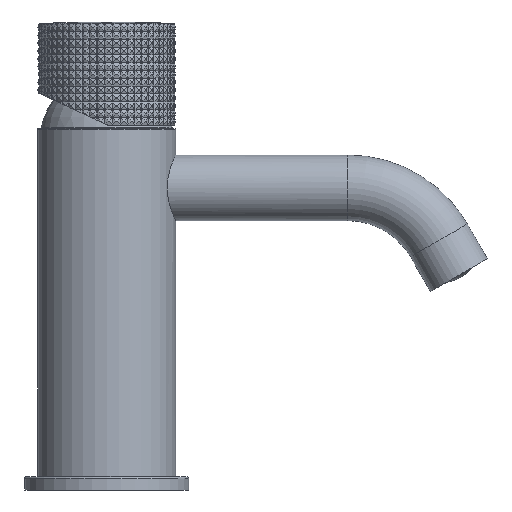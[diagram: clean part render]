
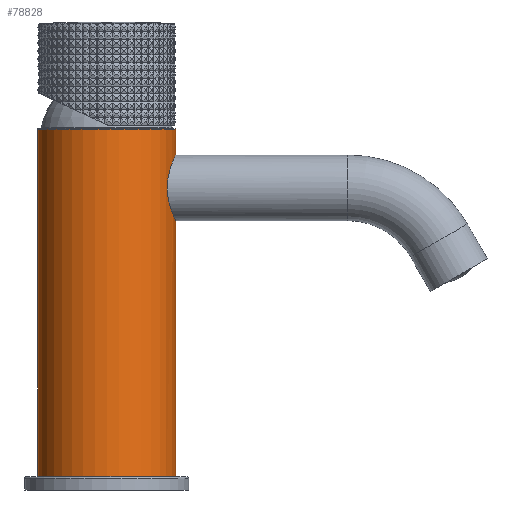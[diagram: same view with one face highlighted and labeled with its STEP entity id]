
A CAD part, front view. The second image highlights one B-rep face of the part: STEP entity #78828.
In plain terms, the highlighted cylindrical face has radius 21 mm (diameter 42 mm), a full revolution.
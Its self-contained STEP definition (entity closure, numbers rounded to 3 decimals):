
#10247=CIRCLE('',#113931,21.);
#10248=CIRCLE('',#113932,21.);
#12077=CYLINDRICAL_SURFACE('',#113930,21.);
#14730=ORIENTED_EDGE('',*,*,#40752,.T.);
#14731=ORIENTED_EDGE('',*,*,#40753,.T.);
#14732=ORIENTED_EDGE('',*,*,#40754,.F.);
#40752=EDGE_CURVE('',#53763,#53763,#10247,.F.);
#40753=EDGE_CURVE('',#53764,#53764,#10248,.T.);
#40754=EDGE_CURVE('',#53765,#53765,#62401,.T.);
#53763=VERTEX_POINT('',#138112);
#53764=VERTEX_POINT('',#138114);
#53765=VERTEX_POINT('',#138134);
#62401=B_SPLINE_CURVE_WITH_KNOTS('',3,(#138115,#138116,#138117,#138118,
#138119,#138120,#138121,#138122,#138123,#138124,#138125,#138126,#138127,
#138128,#138129,#138130,#138131,#138132,#138133),.UNSPECIFIED.,.T.,.F.,
(1,1,1,1,1,1,1,1,1,1,1,1,1,1,1,1,1,1,1,1,1,1,1),(-0.007,-0.005,
-0.002,0.,0.002,0.005,
0.007,0.009,0.012,0.014,
0.016,0.019,0.021,0.024,
0.026,0.028,0.031,0.033,
0.035,0.038,0.04,0.042,
0.045),.UNSPECIFIED.);
#69305=EDGE_LOOP('',(#14730));
#69306=EDGE_LOOP('',(#14731));
#69307=EDGE_LOOP('',(#14732));
#73977=FACE_BOUND('',#69305,.T.);
#73978=FACE_BOUND('',#69306,.T.);
#73979=FACE_BOUND('',#69307,.T.);
#78828=ADVANCED_FACE('',(#73977,#73978,#73979),#12077,.T.);
#113930=AXIS2_PLACEMENT_3D('',#138110,#120165,#120166);
#113931=AXIS2_PLACEMENT_3D('',#138111,#120167,#120168);
#113932=AXIS2_PLACEMENT_3D('',#138113,#120169,#120170);
#120165=DIRECTION('',(0.,0.,1.));
#120166=DIRECTION('',(1.,0.,0.));
#120167=DIRECTION('',(0.,0.,-1.));
#120168=DIRECTION('',(-1.,0.,0.));
#120169=DIRECTION('',(0.,0.,-1.));
#120170=DIRECTION('',(-1.,0.,0.));
#138110=CARTESIAN_POINT('',(0.,0.,0.));
#138111=CARTESIAN_POINT('',(0.,0.,0.2));
#138112=CARTESIAN_POINT('',(-21.,0.,0.2));
#138113=CARTESIAN_POINT('',(0.,0.,105.8));
#138114=CARTESIAN_POINT('',(-21.,0.,105.8));
#138115=CARTESIAN_POINT('',(20.906,-2.374,82.32));
#138116=CARTESIAN_POINT('',(21.047,0.001,81.841));
#138117=CARTESIAN_POINT('',(20.906,2.369,82.318));
#138118=CARTESIAN_POINT('',(20.568,4.353,83.65));
#138119=CARTESIAN_POINT('',(20.223,5.682,85.632));
#138120=CARTESIAN_POINT('',(20.075,6.158,87.995));
#138121=CARTESIAN_POINT('',(20.223,5.685,90.364));
#138122=CARTESIAN_POINT('',(20.568,4.351,92.352));
#138123=CARTESIAN_POINT('',(20.906,2.367,93.683));
#138124=CARTESIAN_POINT('',(21.047,0.003,94.158));
#138125=CARTESIAN_POINT('',(20.907,-2.363,93.685));
#138126=CARTESIAN_POINT('',(20.569,-4.349,92.354));
#138127=CARTESIAN_POINT('',(20.223,-5.682,90.37));
#138128=CARTESIAN_POINT('',(20.075,-6.159,88.002));
#138129=CARTESIAN_POINT('',(20.223,-5.684,85.635));
#138130=CARTESIAN_POINT('',(20.568,-4.353,83.651));
#138131=CARTESIAN_POINT('',(20.906,-2.374,82.32));
#138132=CARTESIAN_POINT('',(21.047,0.001,81.841));
#138133=CARTESIAN_POINT('',(20.906,2.369,82.318));
#138134=CARTESIAN_POINT('',(21.,0.,82.));
